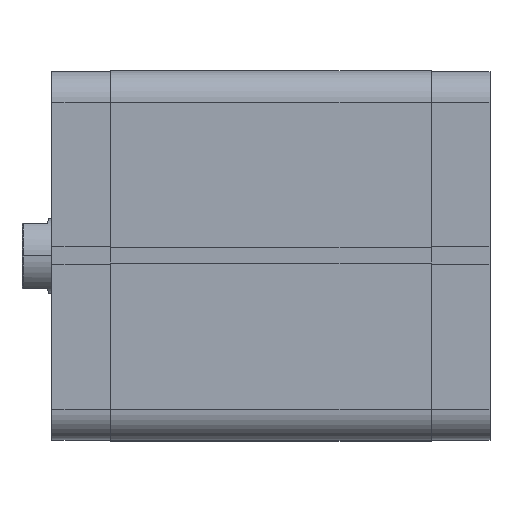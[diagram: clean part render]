
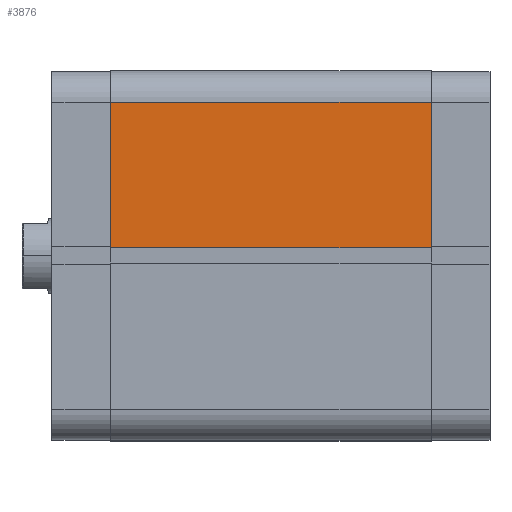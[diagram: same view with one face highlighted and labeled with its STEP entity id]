
A CAD part, top view. The second image highlights one B-rep face of the part: STEP entity #3876.
In plain terms, the highlighted face is planar.
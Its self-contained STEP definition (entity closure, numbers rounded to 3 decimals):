
#463 = EDGE_LOOP ( 'NONE', ( #3188, #3187, #3186, #3185 ) ) ;
#634 = FACE_OUTER_BOUND ( 'NONE', #463, .T. ) ;
#1550 = LINE ( 'NONE', #2177, #1551 ) ;
#1551 = VECTOR ( 'NONE', #2178, 1000. ) ;
#1576 = VERTEX_POINT ( 'NONE', #2636 ) ;
#1633 = VERTEX_POINT ( 'NONE', #2818 ) ;
#1634 = VERTEX_POINT ( 'NONE', #2814 ) ;
#1635 = VERTEX_POINT ( 'NONE', #2802 ) ;
#2177 = CARTESIAN_POINT ( 'NONE',  ( -51.5, 62., -107.5 ) ) ;
#2178 = DIRECTION ( 'NONE',  ( -1., 0., 0. ) ) ;
#2249 = CARTESIAN_POINT ( 'NONE',  ( -51.5, 62., 0. ) ) ;
#2250 = DIRECTION ( 'NONE',  ( -1., 0., 0. ) ) ;
#2252 = CARTESIAN_POINT ( 'NONE',  ( -2.6, 62., -107.5 ) ) ;
#2253 = DIRECTION ( 'NONE',  ( 0., 0., 1. ) ) ;
#2260 = CARTESIAN_POINT ( 'NONE',  ( -51.5, 62., -107.5 ) ) ;
#2261 = DIRECTION ( 'NONE',  ( 0., 0., 1. ) ) ;
#2636 = CARTESIAN_POINT ( 'NONE',  ( -51.5, 62., -107.5 ) ) ;
#2802 = CARTESIAN_POINT ( 'NONE',  ( -51.5, 62., 0. ) ) ;
#2814 = CARTESIAN_POINT ( 'NONE',  ( -2.6, 62., -107.5 ) ) ;
#2818 = CARTESIAN_POINT ( 'NONE',  ( -2.6, 62., 0. ) ) ;
#3185 = ORIENTED_EDGE ( 'NONE', *, *, #6403, .T. ) ;
#3186 = ORIENTED_EDGE ( 'NONE', *, *, #6367, .T. ) ;
#3187 = ORIENTED_EDGE ( 'NONE', *, *, #6399, .F. ) ;
#3188 = ORIENTED_EDGE ( 'NONE', *, *, #6398, .F. ) ;
#3876 = ADVANCED_FACE ( 'NONE', ( #634 ), #4859, .T. ) ;
#4372 = AXIS2_PLACEMENT_3D ( 'NONE', #4858, #4861, #4862 ) ;
#4858 = CARTESIAN_POINT ( 'NONE',  ( -51.5, 62., -107.5 ) ) ;
#4859 = PLANE ( 'NONE',  #4372 ) ;
#4861 = DIRECTION ( 'NONE',  ( 0., 1., 0. ) ) ;
#4862 = DIRECTION ( 'NONE',  ( 0., 0., 1. ) ) ;
#6367 = EDGE_CURVE ( 'NONE', #1634, #1576, #1550, .T. ) ;
#6398 = EDGE_CURVE ( 'NONE', #1633, #1635, #6572, .T. ) ;
#6399 = EDGE_CURVE ( 'NONE', #1634, #1633, #6574, .T. ) ;
#6403 = EDGE_CURVE ( 'NONE', #1576, #1635, #6565, .T. ) ;
#6561 = VECTOR ( 'NONE', #2261, 1000. ) ;
#6565 = LINE ( 'NONE', #2260, #6561 ) ;
#6572 = LINE ( 'NONE', #2249, #6573 ) ;
#6573 = VECTOR ( 'NONE', #2250, 1000. ) ;
#6574 = LINE ( 'NONE', #2252, #6575 ) ;
#6575 = VECTOR ( 'NONE', #2253, 1000. ) ;
